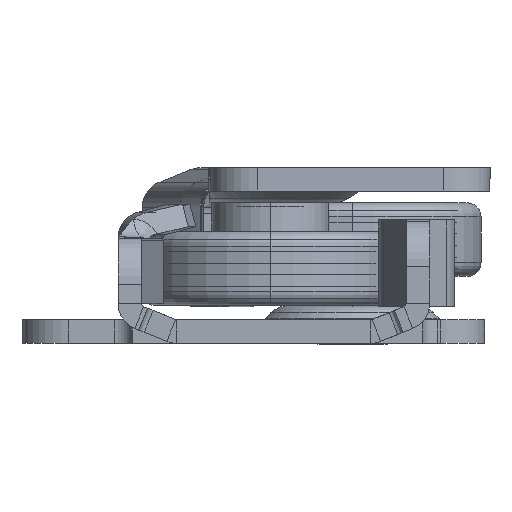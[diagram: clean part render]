
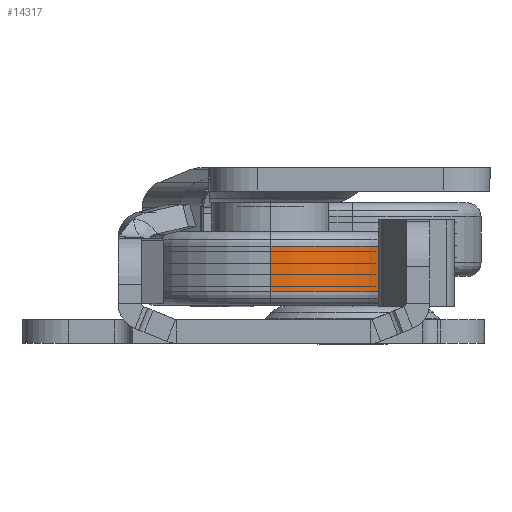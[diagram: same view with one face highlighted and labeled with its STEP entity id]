
A CAD part, left-side view. The second image highlights one B-rep face of the part: STEP entity #14317.
In plain terms, the highlighted cylindrical face has radius 11 mm (diameter 22 mm), a partial arc.
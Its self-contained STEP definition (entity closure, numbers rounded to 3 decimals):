
#2405 = DIRECTION ( 'NONE',  ( -1., 0., 0. ) ) ;
#2535 = LINE ( 'NONE', #10695, #17604 ) ;
#2762 = CARTESIAN_POINT ( 'NONE',  ( 0., 0., -11. ) ) ;
#2922 = CARTESIAN_POINT ( 'NONE',  ( 1.2, 0., -11. ) ) ;
#3234 = VERTEX_POINT ( 'NONE', #12298 ) ;
#4447 = DIRECTION ( 'NONE',  ( -1., 0., 0. ) ) ;
#5160 = ORIENTED_EDGE ( 'NONE', *, *, #12402, .F. ) ;
#5985 = VECTOR ( 'NONE', #4447, 1000. ) ;
#7007 = DIRECTION ( 'NONE',  ( -1., 0., 0. ) ) ;
#7488 = CARTESIAN_POINT ( 'NONE',  ( 0., 0., 0. ) ) ;
#7657 = AXIS2_PLACEMENT_3D ( 'NONE', #7488, #7007, #15926 ) ;
#7939 = EDGE_LOOP ( 'NONE', ( #12212, #21787, #5160, #11840 ) ) ;
#8794 = DIRECTION ( 'NONE',  ( -1., 0., 0. ) ) ;
#8851 = EDGE_CURVE ( 'NONE', #3234, #15461, #2535, .T. ) ;
#9939 = CIRCLE ( 'NONE', #20427, 11. ) ;
#10695 = CARTESIAN_POINT ( 'NONE',  ( 0., 0., 11. ) ) ;
#10816 = EDGE_CURVE ( 'NONE', #3234, #20505, #9939, .T. ) ;
#10822 = FACE_OUTER_BOUND ( 'NONE', #7939, .T. ) ;
#10870 = LINE ( 'NONE', #2762, #5985 ) ;
#11228 = DIRECTION ( 'NONE',  ( -1., 0., 0. ) ) ;
#11840 = ORIENTED_EDGE ( 'NONE', *, *, #8851, .F. ) ;
#12165 = EDGE_CURVE ( 'NONE', #20505, #20681, #10870, .T. ) ;
#12212 = ORIENTED_EDGE ( 'NONE', *, *, #10816, .T. ) ;
#12298 = CARTESIAN_POINT ( 'NONE',  ( 5.1, 0., 11. ) ) ;
#12402 = EDGE_CURVE ( 'NONE', #15461, #20681, #12565, .T. ) ;
#12565 = CIRCLE ( 'NONE', #18703, 11. ) ;
#14317 = ADVANCED_FACE ( 'NONE', ( #10822 ), #21261, .T. ) ;
#15461 = VERTEX_POINT ( 'NONE', #18155 ) ;
#15926 = DIRECTION ( 'NONE',  ( 0., 0., 1. ) ) ;
#17604 = VECTOR ( 'NONE', #8794, 1000. ) ;
#17874 = CARTESIAN_POINT ( 'NONE',  ( 5.1, 0., -11. ) ) ;
#17885 = CARTESIAN_POINT ( 'NONE',  ( 1.2, 0., 0. ) ) ;
#18133 = DIRECTION ( 'NONE',  ( 0., 0., 1. ) ) ;
#18155 = CARTESIAN_POINT ( 'NONE',  ( 1.2, 0., 11. ) ) ;
#18703 = AXIS2_PLACEMENT_3D ( 'NONE', #17885, #2405, #21387 ) ;
#19625 = CARTESIAN_POINT ( 'NONE',  ( 5.1, 0., 0. ) ) ;
#20427 = AXIS2_PLACEMENT_3D ( 'NONE', #19625, #11228, #18133 ) ;
#20505 = VERTEX_POINT ( 'NONE', #17874 ) ;
#20681 = VERTEX_POINT ( 'NONE', #2922 ) ;
#21261 = CYLINDRICAL_SURFACE ( 'NONE', #7657, 11. ) ;
#21387 = DIRECTION ( 'NONE',  ( 0., 0., 1. ) ) ;
#21787 = ORIENTED_EDGE ( 'NONE', *, *, #12165, .T. ) ;
